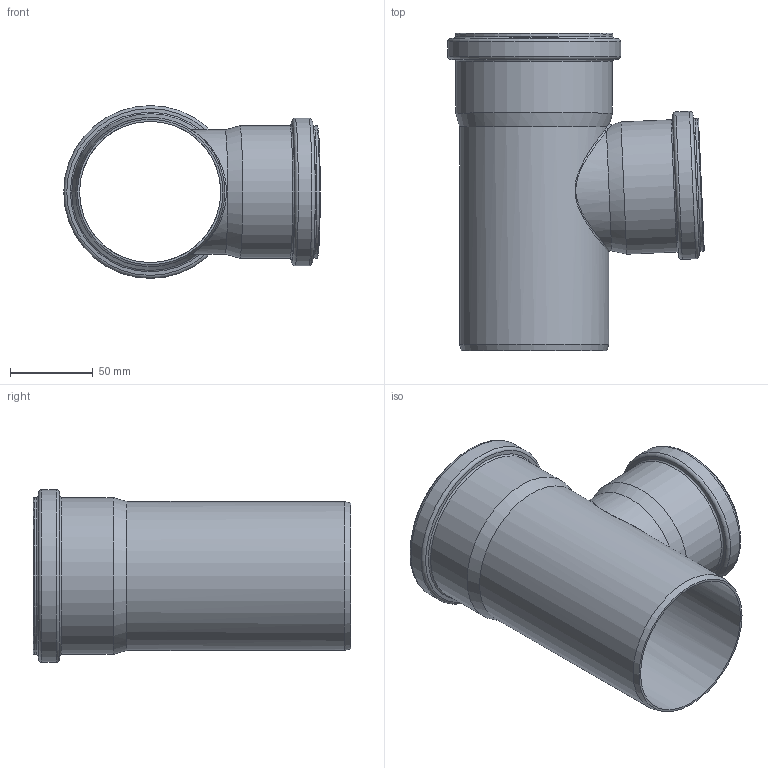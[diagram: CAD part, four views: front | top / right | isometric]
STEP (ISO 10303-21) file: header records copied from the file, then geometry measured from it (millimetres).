
FILE_DESCRIPTION(/* description */ (''),/* implementation_level */ '2;1');
FILE_NAME(/* name */ '174410 HTsafeEA DN_OD 90_75_87°.stp',/* time_stamp */ '2017-03-13T09:58:49+01:00',/* author */ ('user1'),/* organization */ (''),/* preprocessor_version */ 'ST-DEVELOPER v16.1',/* originating_system */ 'Autodesk Inventor 2016',/* authorisation */ '');
FILE_SCHEMA (('AUTOMOTIVE_DESIGN { 1 0 10303 214 3 1 1 }'));
Length unit declared in the file: millimetre
Products named in the file (1): 174410 HTsafeEA DN_OD 90_75_87°
Bounding box: 155.08 x 192 x 104.5 mm (x, y, z)
Volume: 155161.2 mm3; surface area: 140485.3 mm2
Topology: 1 solids, 1 shells, 60 faces, 126 edges, 70 vertices
Faces by surface type: torus 20, cylinder 18, cone 13, plane 5, bspline 4
Full cylindrical faces by diameter (mm): 71 x1, 76 x1, 76.3 x2, 80 x1, 80.3 x1, 85.2 x1, 85.4 x1, 89.2 x1, 90.2 x1, 90.5 x1, 90.8 x2, 94.7 x1, 95 x1, 100.3 x1, 104.5 x1
Entity records: 1834 total; most frequent: CARTESIAN_POINT 764, DIRECTION 224, ORIENTED_EDGE 144, EDGE_LOOP 116, AXIS2_PLACEMENT_3D 112, EDGE_CURVE 72, VERTEX_POINT 66, FACE_OUTER_BOUND 60
